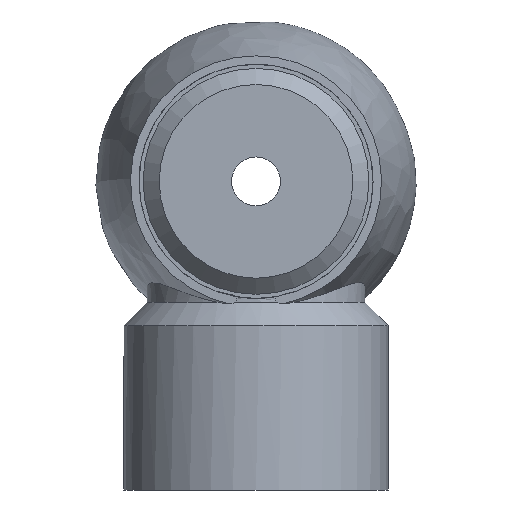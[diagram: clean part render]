
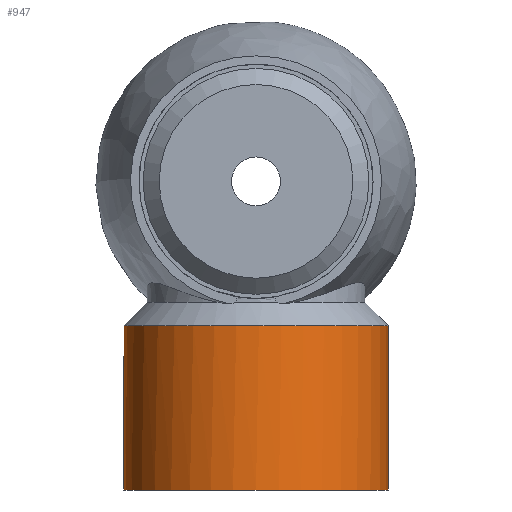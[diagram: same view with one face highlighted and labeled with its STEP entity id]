
A CAD part, front view. The second image highlights one B-rep face of the part: STEP entity #947.
In plain terms, the highlighted cylindrical face has radius 16.375 mm (diameter 32.75 mm), a full revolution.
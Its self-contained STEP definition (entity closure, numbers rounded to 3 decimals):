
#27=ELLIPSE('',#1013,234.745,16.375);
#28=ELLIPSE('',#1017,234.745,16.375);
#88=LINE('',#1619,#149);
#149=VECTOR('',#1218,2.976);
#192=B_SPLINE_CURVE_WITH_KNOTS('',3,(#1550,#1551,#1552,#1553,#1554,#1555,
#1556,#1557,#1558,#1559,#1560,#1561,#1562,#1563,#1564,#1565,#1566,#1567),
 .UNSPECIFIED.,.F.,.F.,(4,2,2,2,2,2,2,2,4),(0.689,0.729,
0.827,0.876,0.924,0.973,
1.022,1.119,1.185),.UNSPECIFIED.);
#196=B_SPLINE_CURVE_WITH_KNOTS('',3,(#1622,#1623,#1624,#1625,#1626,#1627,
#1628,#1629,#1630,#1631,#1632,#1633),.UNSPECIFIED.,.F.,.F.,(4,2,2,2,2,4),
(-1.111,-0.769,-0.555,-0.375,
-0.181,0.),.UNSPECIFIED.);
#197=B_SPLINE_CURVE_WITH_KNOTS('',3,(#1635,#1636,#1637,#1638,#1639,#1640),
 .UNSPECIFIED.,.F.,.F.,(4,2,4),(-0.482,-0.241,0.),
 .UNSPECIFIED.);
#217=FACE_BOUND('',#309,.T.);
#218=FACE_BOUND('',#310,.T.);
#242=FACE_OUTER_BOUND('',#308,.T.);
#308=EDGE_LOOP('',(#713));
#309=EDGE_LOOP('',(#714,#715,#716,#717));
#310=EDGE_LOOP('',(#718,#719,#720,#721,#722,#723));
#376=CIRCLE('',#1015,16.375);
#377=CIRCLE('',#1019,16.375);
#378=CIRCLE('',#1021,16.375);
#379=CIRCLE('',#1023,16.375);
#389=CIRCLE('',#1040,16.375);
#434=VERTEX_POINT('',#1499);
#437=VERTEX_POINT('',#1504);
#438=VERTEX_POINT('',#1508);
#440=VERTEX_POINT('',#1514);
#442=VERTEX_POINT('',#1522);
#443=VERTEX_POINT('',#1524);
#444=VERTEX_POINT('',#1528);
#452=VERTEX_POINT('',#1549);
#460=VERTEX_POINT('',#1617);
#461=VERTEX_POINT('',#1621);
#462=VERTEX_POINT('',#1634);
#530=EDGE_CURVE('',#434,#437,#27,.T.);
#532=EDGE_CURVE('',#437,#438,#376,.F.);
#535=EDGE_CURVE('',#438,#440,#28,.F.);
#537=EDGE_CURVE('',#440,#434,#377,.T.);
#540=EDGE_CURVE('',#442,#443,#378,.F.);
#541=EDGE_CURVE('',#444,#444,#379,.T.);
#552=EDGE_CURVE('',#452,#442,#192,.T.);
#563=EDGE_CURVE('',#443,#460,#88,.T.);
#564=EDGE_CURVE('',#460,#461,#196,.T.);
#565=EDGE_CURVE('',#461,#462,#197,.T.);
#566=EDGE_CURVE('',#452,#462,#389,.F.);
#713=ORIENTED_EDGE('',*,*,#541,.T.);
#714=ORIENTED_EDGE('',*,*,#535,.T.);
#715=ORIENTED_EDGE('',*,*,#537,.T.);
#716=ORIENTED_EDGE('',*,*,#530,.T.);
#717=ORIENTED_EDGE('',*,*,#532,.T.);
#718=ORIENTED_EDGE('',*,*,#540,.T.);
#719=ORIENTED_EDGE('',*,*,#563,.T.);
#720=ORIENTED_EDGE('',*,*,#564,.T.);
#721=ORIENTED_EDGE('',*,*,#565,.T.);
#722=ORIENTED_EDGE('',*,*,#566,.F.);
#723=ORIENTED_EDGE('',*,*,#552,.T.);
#918=CYLINDRICAL_SURFACE('',#1039,16.375);
#947=ADVANCED_FACE('',(#242,#217,#218),#918,.T.);
#1013=AXIS2_PLACEMENT_3D('',#1506,#1152,#1153);
#1015=AXIS2_PLACEMENT_3D('',#1510,#1157,#1158);
#1017=AXIS2_PLACEMENT_3D('',#1516,#1163,#1164);
#1019=AXIS2_PLACEMENT_3D('',#1519,#1168,#1169);
#1021=AXIS2_PLACEMENT_3D('',#1526,#1174,#1175);
#1023=AXIS2_PLACEMENT_3D('',#1529,#1178,#1179);
#1039=AXIS2_PLACEMENT_3D('',#1620,#1219,#1220);
#1040=AXIS2_PLACEMENT_3D('',#1641,#1221,#1222);
#1152=DIRECTION('center_axis',(-0.998,0.,-0.07));
#1153=DIRECTION('ref_axis',(-0.07,0.,0.998));
#1157=DIRECTION('center_axis',(0.,0.,1.));
#1158=DIRECTION('ref_axis',(1.,0.,0.));
#1163=DIRECTION('center_axis',(-0.998,0.,-0.07));
#1164=DIRECTION('ref_axis',(-0.07,0.,0.998));
#1168=DIRECTION('center_axis',(0.,0.,1.));
#1169=DIRECTION('ref_axis',(1.,0.,0.));
#1174=DIRECTION('center_axis',(0.,0.,1.));
#1175=DIRECTION('ref_axis',(1.,0.,0.));
#1178=DIRECTION('center_axis',(0.,0.,1.));
#1179=DIRECTION('ref_axis',(1.,0.,0.));
#1218=DIRECTION('',(0.,0.,1.));
#1219=DIRECTION('center_axis',(0.,0.,1.));
#1220=DIRECTION('ref_axis',(1.,0.,0.));
#1221=DIRECTION('center_axis',(0.,0.,-1.));
#1222=DIRECTION('ref_axis',(-1.,0.,0.));
#1499=CARTESIAN_POINT('',(390.872,17.308,722.251));
#1504=CARTESIAN_POINT('',(390.998,17.3,720.455));
#1506=CARTESIAN_POINT('Origin',(389.985,0.957,734.938));
#1508=CARTESIAN_POINT('',(392.,17.207,720.455));
#1510=CARTESIAN_POINT('Origin',(389.985,0.957,720.455));
#1514=CARTESIAN_POINT('',(391.874,17.222,722.251));
#1516=CARTESIAN_POINT('Origin',(389.985,0.957,749.273));
#1519=CARTESIAN_POINT('Origin',(389.985,0.957,722.251));
#1522=CARTESIAN_POINT('',(377.043,10.989,720.455));
#1524=CARTESIAN_POINT('',(383.532,16.007,720.455));
#1526=CARTESIAN_POINT('Origin',(389.985,0.957,720.455));
#1528=CARTESIAN_POINT('',(406.36,0.957,703.855));
#1529=CARTESIAN_POINT('Origin',(389.985,0.957,703.855));
#1549=CARTESIAN_POINT('',(376.903,10.806,724.23));
#1550=CARTESIAN_POINT('Ctrl Pts',(376.903,10.806,724.23));
#1551=CARTESIAN_POINT('Ctrl Pts',(376.83,10.708,724.162));
#1552=CARTESIAN_POINT('Ctrl Pts',(376.76,10.613,724.088));
#1553=CARTESIAN_POINT('Ctrl Pts',(376.539,10.306,723.825));
#1554=CARTESIAN_POINT('Ctrl Pts',(376.389,10.086,723.589));
#1555=CARTESIAN_POINT('Ctrl Pts',(376.228,9.84,723.178));
#1556=CARTESIAN_POINT('Ctrl Pts',(376.185,9.772,723.032));
#1557=CARTESIAN_POINT('Ctrl Pts',(376.126,9.679,722.726));
#1558=CARTESIAN_POINT('Ctrl Pts',(376.11,9.653,722.566));
#1559=CARTESIAN_POINT('Ctrl Pts',(376.11,9.653,722.241));
#1560=CARTESIAN_POINT('Ctrl Pts',(376.126,9.679,722.081));
#1561=CARTESIAN_POINT('Ctrl Pts',(376.185,9.772,721.775));
#1562=CARTESIAN_POINT('Ctrl Pts',(376.228,9.84,721.629));
#1563=CARTESIAN_POINT('Ctrl Pts',(376.389,10.086,721.218));
#1564=CARTESIAN_POINT('Ctrl Pts',(376.539,10.306,720.982));
#1565=CARTESIAN_POINT('Ctrl Pts',(376.8,10.669,720.671));
#1566=CARTESIAN_POINT('Ctrl Pts',(376.916,10.826,720.557));
#1567=CARTESIAN_POINT('Ctrl Pts',(377.043,10.989,720.455));
#1617=CARTESIAN_POINT('',(383.532,16.007,723.432));
#1619=CARTESIAN_POINT('',(383.532,16.007,720.455));
#1620=CARTESIAN_POINT('Origin',(389.985,0.957,719.455));
#1621=CARTESIAN_POINT('',(394.259,16.764,722.843));
#1622=CARTESIAN_POINT('Ctrl Pts',(383.532,16.007,723.432));
#1623=CARTESIAN_POINT('Ctrl Pts',(384.534,16.436,723.102));
#1624=CARTESIAN_POINT('Ctrl Pts',(385.592,16.772,722.838));
#1625=CARTESIAN_POINT('Ctrl Pts',(387.384,17.139,722.548));
#1626=CARTESIAN_POINT('Ctrl Pts',(388.085,17.237,722.47));
#1627=CARTESIAN_POINT('Ctrl Pts',(389.392,17.332,722.395));
#1628=CARTESIAN_POINT('Ctrl Pts',(389.991,17.343,722.386));
#1629=CARTESIAN_POINT('Ctrl Pts',(391.237,17.297,722.423));
#1630=CARTESIAN_POINT('Ctrl Pts',(391.88,17.234,722.472));
#1631=CARTESIAN_POINT('Ctrl Pts',(393.107,17.042,722.624));
#1632=CARTESIAN_POINT('Ctrl Pts',(393.688,16.918,722.722));
#1633=CARTESIAN_POINT('Ctrl Pts',(394.259,16.764,722.843));
#1634=CARTESIAN_POINT('',(398.483,14.954,724.23));
#1635=CARTESIAN_POINT('Ctrl Pts',(394.259,16.764,722.843));
#1636=CARTESIAN_POINT('Ctrl Pts',(395.018,16.559,723.004));
#1637=CARTESIAN_POINT('Ctrl Pts',(395.753,16.301,723.205));
#1638=CARTESIAN_POINT('Ctrl Pts',(397.166,15.693,723.673));
#1639=CARTESIAN_POINT('Ctrl Pts',(397.842,15.343,723.939));
#1640=CARTESIAN_POINT('Ctrl Pts',(398.483,14.954,724.23));
#1641=CARTESIAN_POINT('Origin',(389.985,0.957,724.23));
